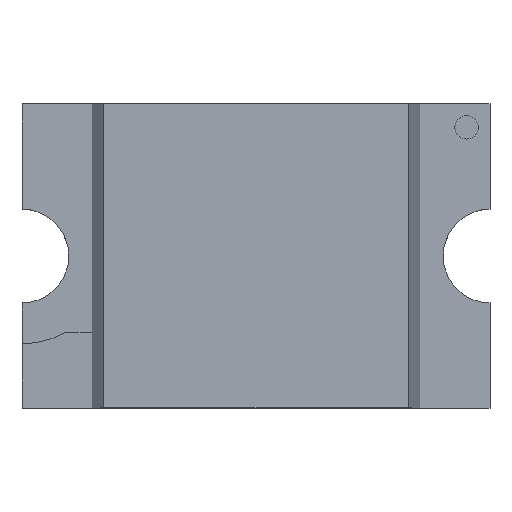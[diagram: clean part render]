
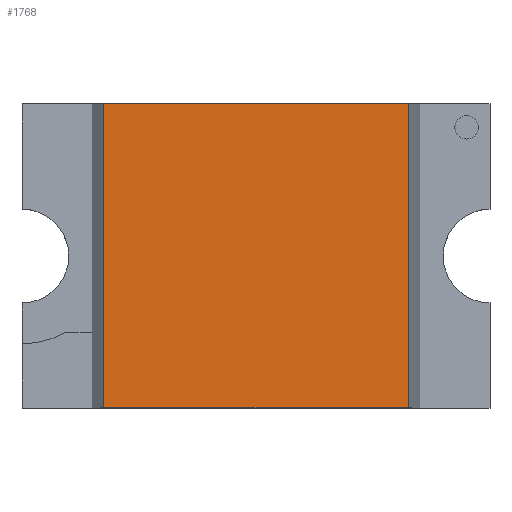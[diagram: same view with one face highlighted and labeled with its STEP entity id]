
A CAD part, top view. The second image highlights one B-rep face of the part: STEP entity #1768.
In plain terms, the highlighted planar face has unit normal (0, 0, 1).
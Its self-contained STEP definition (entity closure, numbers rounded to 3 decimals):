
#327=ORIENTED_EDGE('',*,*,#713,.T.);
#328=ORIENTED_EDGE('',*,*,#706,.F.);
#329=ORIENTED_EDGE('',*,*,#714,.F.);
#330=ORIENTED_EDGE('',*,*,#711,.T.);
#706=EDGE_CURVE('',#919,#916,#1111,.T.);
#711=EDGE_CURVE('',#923,#922,#1116,.T.);
#713=EDGE_CURVE('',#922,#916,#1118,.T.);
#714=EDGE_CURVE('',#923,#919,#1119,.T.);
#916=VERTEX_POINT('',#2757);
#919=VERTEX_POINT('',#2762);
#922=VERTEX_POINT('',#2772);
#923=VERTEX_POINT('',#2774);
#1111=LINE('',#2763,#1328);
#1116=LINE('',#2773,#1333);
#1118=LINE('',#2777,#1335);
#1119=LINE('',#2778,#1336);
#1328=VECTOR('',#2251,1000.);
#1333=VECTOR('',#2260,1000.);
#1335=VECTOR('',#2264,1000.);
#1336=VECTOR('',#2265,1000.);
#1485=EDGE_LOOP('',(#327,#328,#329,#330));
#1586=FACE_BOUND('',#1485,.T.);
#1680=PLANE('',#1957);
#1768=ADVANCED_FACE('',(#1586),#1680,.F.);
#1957=AXIS2_PLACEMENT_3D('',#2776,#2262,#2263);
#2251=DIRECTION('',(0.,1.,0.));
#2260=DIRECTION('',(0.,1.,0.));
#2262=DIRECTION('',(0.,0.,-1.));
#2263=DIRECTION('',(-1.,0.,0.));
#2264=DIRECTION('',(-1.,0.,0.));
#2265=DIRECTION('',(-1.,0.,0.));
#2757=CARTESIAN_POINT('',(-0.65,0.65,0.8));
#2762=CARTESIAN_POINT('',(-0.65,-0.65,0.8));
#2763=CARTESIAN_POINT('',(-0.65,-0.65,0.8));
#2772=CARTESIAN_POINT('',(0.65,0.65,0.8));
#2773=CARTESIAN_POINT('',(0.65,-0.65,0.8));
#2774=CARTESIAN_POINT('',(0.65,-0.65,0.8));
#2776=CARTESIAN_POINT('',(-0.65,-0.65,0.8));
#2777=CARTESIAN_POINT('',(-0.65,0.65,0.8));
#2778=CARTESIAN_POINT('',(-0.65,-0.65,0.8));
